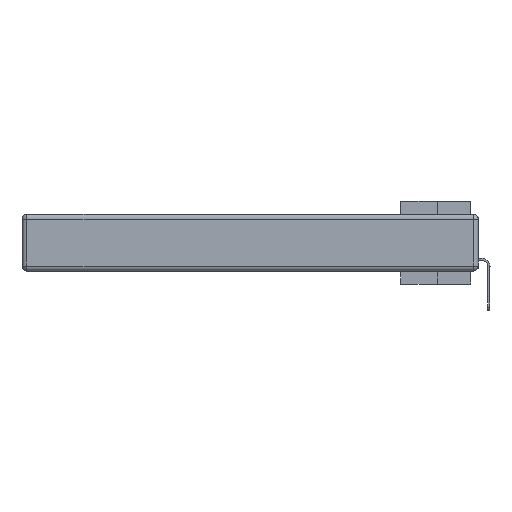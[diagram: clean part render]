
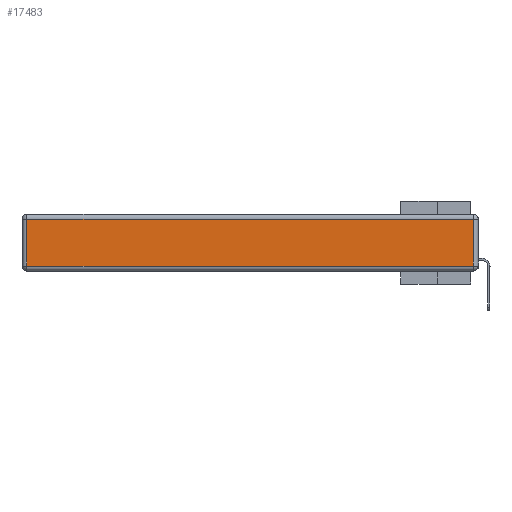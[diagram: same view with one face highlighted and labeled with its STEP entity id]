
A CAD part, left-side view. The second image highlights one B-rep face of the part: STEP entity #17483.
In plain terms, the highlighted planar face has unit normal (-1, 0, 0).
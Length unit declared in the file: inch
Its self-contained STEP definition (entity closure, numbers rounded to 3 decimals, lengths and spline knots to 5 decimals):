
#1441 = VECTOR ( 'NONE', #22387, 39.37008 ) ;
#1772 = VERTEX_POINT ( 'NONE', #24217 ) ;
#1937 = ORIENTED_EDGE ( 'NONE', *, *, #5553, .T. ) ;
#2221 = CARTESIAN_POINT ( 'NONE',  ( 0., 2.75, -0.03 ) ) ;
#2544 = EDGE_CURVE ( 'NONE', #3327, #1772, #28179, .T. ) ;
#2721 = CARTESIAN_POINT ( 'NONE',  ( 0., 2.72, -0.343 ) ) ;
#3327 = VERTEX_POINT ( 'NONE', #7868 ) ;
#5553 = EDGE_CURVE ( 'NONE', #1772, #13202, #8884, .T. ) ;
#5661 = EDGE_LOOP ( 'NONE', ( #22934, #14463, #1937, #16783 ) ) ;
#6928 = PLANE ( 'NONE',  #24353 ) ;
#7187 = VECTOR ( 'NONE', #21058, 39.37008 ) ;
#7868 = CARTESIAN_POINT ( 'NONE',  ( 0., 0.03, -0.313 ) ) ;
#8884 = LINE ( 'NONE', #2221, #1441 ) ;
#9022 = CARTESIAN_POINT ( 'NONE',  ( 0., 0., -0.343 ) ) ;
#9937 = CARTESIAN_POINT ( 'NONE',  ( 0., 0.03, -0.343 ) ) ;
#10889 = EDGE_CURVE ( 'NONE', #15009, #3327, #18002, .T. ) ;
#12573 = VECTOR ( 'NONE', #13707, 39.37008 ) ;
#13202 = VERTEX_POINT ( 'NONE', #17492 ) ;
#13707 = DIRECTION ( 'NONE',  ( 0., -1., 0. ) ) ;
#13775 = DIRECTION ( 'NONE',  ( -1., 0., 0. ) ) ;
#14436 = LINE ( 'NONE', #2721, #26640 ) ;
#14463 = ORIENTED_EDGE ( 'NONE', *, *, #2544, .T. ) ;
#15009 = VERTEX_POINT ( 'NONE', #28259 ) ;
#16783 = ORIENTED_EDGE ( 'NONE', *, *, #23638, .T. ) ;
#17483 = ADVANCED_FACE ( 'NONE', ( #18228 ), #6928, .T. ) ;
#17492 = CARTESIAN_POINT ( 'NONE',  ( 0., 2.72, -0.03 ) ) ;
#18002 = LINE ( 'NONE', #22295, #12573 ) ;
#18076 = DIRECTION ( 'NONE',  ( 0., 0., 1. ) ) ;
#18228 = FACE_OUTER_BOUND ( 'NONE', #5661, .T. ) ;
#20962 = DIRECTION ( 'NONE',  ( 0., 0., -1. ) ) ;
#21058 = DIRECTION ( 'NONE',  ( 0., 0., 1. ) ) ;
#22295 = CARTESIAN_POINT ( 'NONE',  ( 0., 0., -0.313 ) ) ;
#22387 = DIRECTION ( 'NONE',  ( 0., 1., 0. ) ) ;
#22934 = ORIENTED_EDGE ( 'NONE', *, *, #10889, .T. ) ;
#23638 = EDGE_CURVE ( 'NONE', #13202, #15009, #14436, .T. ) ;
#24217 = CARTESIAN_POINT ( 'NONE',  ( 0., 0.03, -0.03 ) ) ;
#24353 = AXIS2_PLACEMENT_3D ( 'NONE', #9022, #13775, #18076 ) ;
#26640 = VECTOR ( 'NONE', #20962, 39.37008 ) ;
#28179 = LINE ( 'NONE', #9937, #7187 ) ;
#28259 = CARTESIAN_POINT ( 'NONE',  ( 0., 2.72, -0.313 ) ) ;
